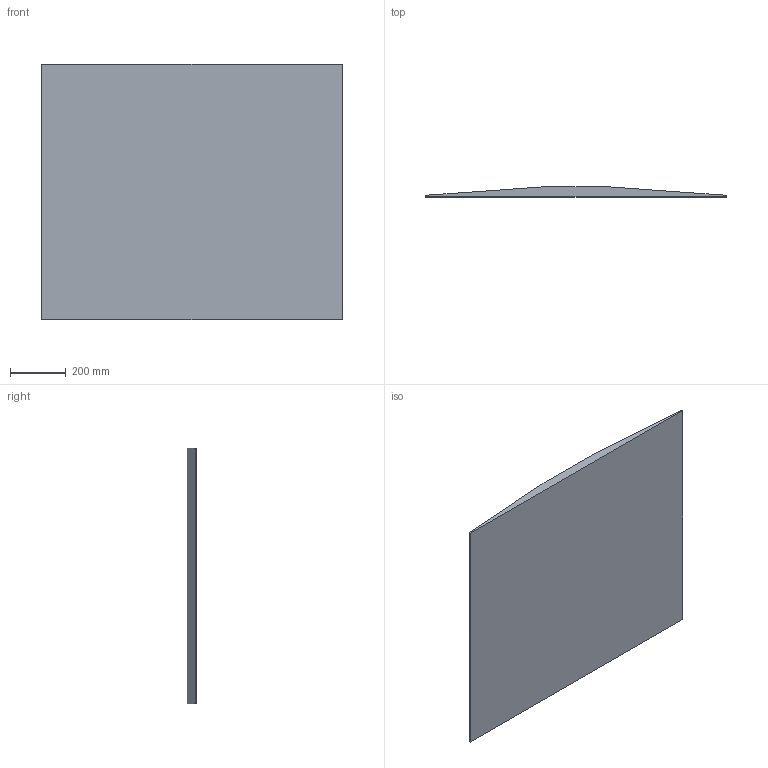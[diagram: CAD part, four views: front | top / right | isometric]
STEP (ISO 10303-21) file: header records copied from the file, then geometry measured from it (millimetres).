
FILE_DESCRIPTION (( 'STEP AP214' ), '1' );
FILE_NAME ('BL3-19-WR.STEP', '2024-09-21T23:47:34', ( '' ), ( '' ), 'SwSTEP 2.0', 'SolidWorks 2024', '' );
FILE_SCHEMA (( 'AUTOMOTIVE_DESIGN' ));
Length unit declared in the file: millimetre
Products named in the file (1): BL3-19-WR
Bounding box: 1080 x 35 x 920 mm (x, y, z)
Volume: 23109508.1 mm3; surface area: 2065557.5 mm2
Topology: 1 solids, 1 shells, 114 faces, 297 edges, 198 vertices
Faces by surface type: plane 80, bspline 34
Entity records: 5288 total; most frequent: CARTESIAN_POINT 2692, ORIENTED_EDGE 594, DIRECTION 391, EDGE_CURVE 297, LINE 229, VECTOR 229, VERTEX_POINT 198, EDGE_LOOP 127
